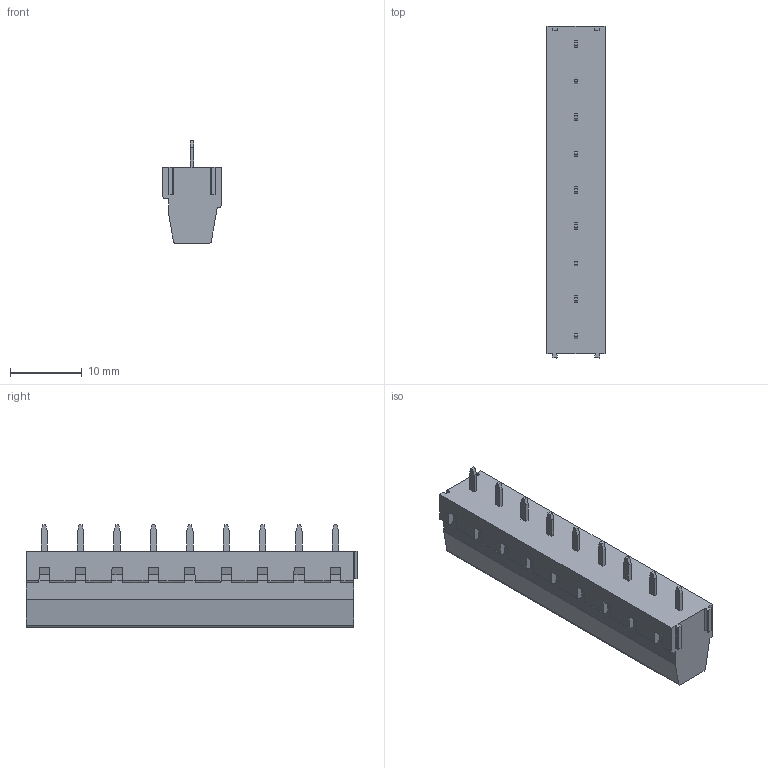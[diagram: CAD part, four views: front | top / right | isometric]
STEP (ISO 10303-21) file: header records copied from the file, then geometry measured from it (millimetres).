
FILE_DESCRIPTION( ( 'STEP AP203' ), '1' );
FILE_NAME( 'MV159-5,08-V.stp', ' ', ( ' ' ), ( ' ' ), 'PSStep 15.0.49', 'VISI 20.0', ' ' );
FILE_SCHEMA( ( 'AUTOMOTIVE_DESIGN { 1 0 10303 214 1 1 1 1 }' ) );
Length unit declared in the file: millimetre
Products named in the file (1): 1
Bounding box: 8.1 x 46.32 x 14.31 mm (x, y, z)
Volume: 2862.3 mm3; surface area: 2662.9 mm2
Topology: 1 solids, 1 shells, 380 faces, 1055 edges, 704 vertices
Faces by surface type: plane 342, cylinder 38
Full cylindrical faces by diameter (mm): 3.8 x9
Entity records: 14947 total; most frequent: CARTESIAN_POINT 2185, ORIENTED_EDGE 2074, DIRECTION 1866, EDGE_CURVE 1037, LINE 934, VECTOR 934, VERTEX_POINT 695, AXIS2_PLACEMENT_3D 466
